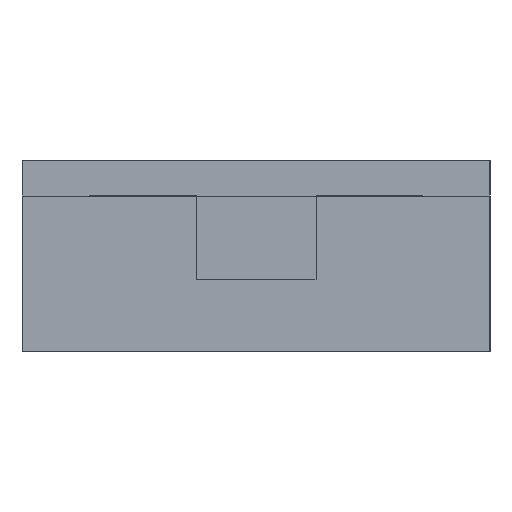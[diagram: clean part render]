
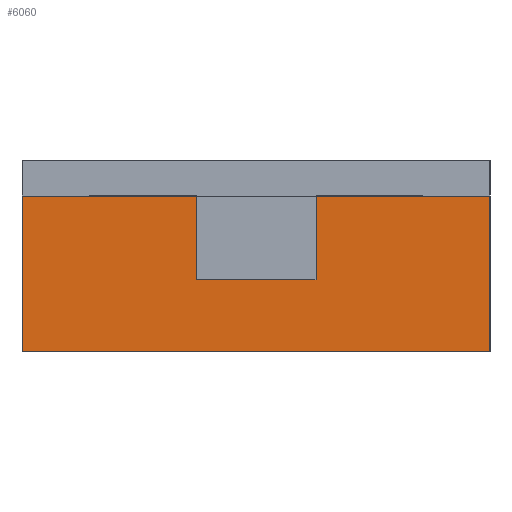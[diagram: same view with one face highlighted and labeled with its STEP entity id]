
A CAD part, left-side view. The second image highlights one B-rep face of the part: STEP entity #6060.
In plain terms, the highlighted planar face has unit normal (-1, 0, 0).
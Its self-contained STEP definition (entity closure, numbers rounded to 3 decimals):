
#894=FACE_OUTER_BOUND('',#1237,.T.);
#1237=EDGE_LOOP('',(#5310,#5311,#5312,#5313,#5314,#5315,#5316,#5317));
#1707=LINE('',#11530,#2226);
#1710=LINE('',#11541,#2229);
#1714=LINE('',#11549,#2233);
#1717=LINE('',#11555,#2236);
#1720=LINE('',#11561,#2239);
#1723=LINE('',#11565,#2242);
#1729=LINE('',#11585,#2248);
#1730=LINE('',#11586,#2249);
#2226=VECTOR('',#6911,10.);
#2229=VECTOR('',#6924,10.);
#2233=VECTOR('',#6930,10.);
#2236=VECTOR('',#6935,10.);
#2239=VECTOR('',#6940,10.);
#2242=VECTOR('',#6943,10.);
#2248=VECTOR('',#6959,10.);
#2249=VECTOR('',#6960,10.);
#2836=VERTEX_POINT('',#11527);
#2837=VERTEX_POINT('',#11529);
#2839=VERTEX_POINT('',#11539);
#2840=VERTEX_POINT('',#11540);
#2843=VERTEX_POINT('',#11548);
#2845=VERTEX_POINT('',#11554);
#2847=VERTEX_POINT('',#11560);
#2857=VERTEX_POINT('',#11584);
#3675=EDGE_CURVE('',#2836,#2837,#1707,.T.);
#3678=EDGE_CURVE('',#2839,#2840,#1710,.T.);
#3682=EDGE_CURVE('',#2843,#2839,#1714,.T.);
#3685=EDGE_CURVE('',#2845,#2843,#1717,.T.);
#3688=EDGE_CURVE('',#2845,#2847,#1720,.T.);
#3691=EDGE_CURVE('',#2837,#2840,#1723,.T.);
#3701=EDGE_CURVE('',#2836,#2857,#1729,.T.);
#3702=EDGE_CURVE('',#2857,#2847,#1730,.T.);
#5310=ORIENTED_EDGE('',*,*,#3685,.T.);
#5311=ORIENTED_EDGE('',*,*,#3682,.T.);
#5312=ORIENTED_EDGE('',*,*,#3678,.T.);
#5313=ORIENTED_EDGE('',*,*,#3691,.F.);
#5314=ORIENTED_EDGE('',*,*,#3675,.F.);
#5315=ORIENTED_EDGE('',*,*,#3701,.T.);
#5316=ORIENTED_EDGE('',*,*,#3702,.T.);
#5317=ORIENTED_EDGE('',*,*,#3688,.F.);
#5766=PLANE('',#6237);
#6060=ADVANCED_FACE('',(#894),#5766,.T.);
#6237=AXIS2_PLACEMENT_3D('',#11583,#6957,#6958);
#6911=DIRECTION('',(0.,0.,1.));
#6924=DIRECTION('',(0.,0.,1.));
#6930=DIRECTION('',(0.,1.,0.));
#6935=DIRECTION('',(0.,0.,-1.));
#6940=DIRECTION('',(0.,-1.,0.));
#6943=DIRECTION('',(0.,-1.,0.));
#6957=DIRECTION('center_axis',(-1.,0.,0.));
#6958=DIRECTION('ref_axis',(0.,-1.,0.));
#6959=DIRECTION('',(0.,-1.,0.));
#6960=DIRECTION('',(0.,0.,1.));
#11527=CARTESIAN_POINT('',(-10.,29.,0.));
#11529=CARTESIAN_POINT('',(-10.,29.,13.));
#11530=CARTESIAN_POINT('',(-10.,29.,0.));
#11539=CARTESIAN_POINT('',(-10.,14.5,6.));
#11540=CARTESIAN_POINT('',(-10.,14.5,13.));
#11541=CARTESIAN_POINT('',(-10.,14.5,3.));
#11548=CARTESIAN_POINT('',(-10.,4.5,6.));
#11549=CARTESIAN_POINT('',(-10.,16.75,6.));
#11554=CARTESIAN_POINT('',(-10.,4.5,13.));
#11555=CARTESIAN_POINT('',(-10.,4.5,6.5));
#11560=CARTESIAN_POINT('',(-10.,-10.,13.));
#11561=CARTESIAN_POINT('',(-10.,29.,13.));
#11565=CARTESIAN_POINT('',(-10.,29.,13.));
#11583=CARTESIAN_POINT('Origin',(-10.,29.,0.));
#11584=CARTESIAN_POINT('',(-10.,-10.,0.));
#11585=CARTESIAN_POINT('',(-10.,29.,0.));
#11586=CARTESIAN_POINT('',(-10.,-10.,0.));
